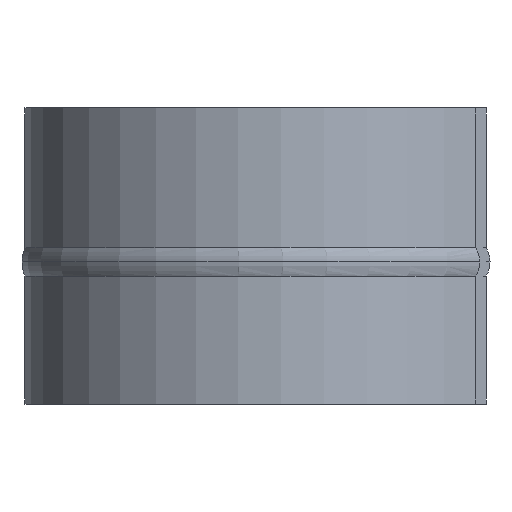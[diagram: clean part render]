
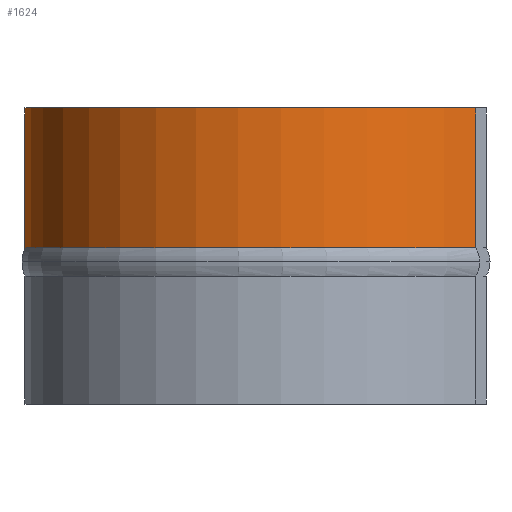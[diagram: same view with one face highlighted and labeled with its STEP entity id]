
A CAD part, left-side view. The second image highlights one B-rep face of the part: STEP entity #1624.
In plain terms, the highlighted cylindrical face has radius 22 mm (diameter 44 mm), a partial arc.
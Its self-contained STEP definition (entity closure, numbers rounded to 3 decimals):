
#330 = PLANE('',#331);
#331 = AXIS2_PLACEMENT_3D('',#332,#333,#334);
#332 = CARTESIAN_POINT('',(11.,9.5,1.));
#333 = DIRECTION('',(0.,1.,0.));
#334 = DIRECTION('',(0.,0.,1.));
#502 = TOROIDAL_SURFACE('',#503,19.25,3.);
#503 = AXIS2_PLACEMENT_3D('',#504,#505,#506);
#504 = CARTESIAN_POINT('',(0.,0.,13.));
#505 = DIRECTION('',(-0.,-0.,-1.));
#506 = DIRECTION('',(1.,0.,0.));
#544 = PLANE('',#545);
#545 = AXIS2_PLACEMENT_3D('',#546,#547,#548);
#546 = CARTESIAN_POINT('',(-15.,-23.,-5.));
#547 = DIRECTION('',(1.,0.,0.));
#548 = DIRECTION('',(0.,0.,1.));
#670 = VERTEX_POINT('',#671);
#671 = CARTESIAN_POINT('',(19.843,9.5,14.199));
#1121 = EDGE_CURVE('',#670,#1122,#1124,.T.);
#1122 = VERTEX_POINT('',#1123);
#1123 = CARTESIAN_POINT('',(19.843,9.5,26.));
#1124 = SURFACE_CURVE('',#1125,(#1129,#1135),.PCURVE_S1.);
#1125 = LINE('',#1126,#1127);
#1126 = CARTESIAN_POINT('',(19.843,9.5,1.));
#1127 = VECTOR('',#1128,1.);
#1128 = DIRECTION('',(0.,0.,1.));
#1129 = PCURVE('',#330,#1130);
#1130 = DEFINITIONAL_REPRESENTATION('',(#1131),#1134);
#1131 = B_SPLINE_CURVE_WITH_KNOTS('',1,(#1132,#1133),.UNSPECIFIED.,.F.,
  .F.,(2,2),(0.,25.),.PIECEWISE_BEZIER_KNOTS.);
#1132 = CARTESIAN_POINT('',(0.,8.843));
#1133 = CARTESIAN_POINT('',(25.,8.843));
#1134 = ( GEOMETRIC_REPRESENTATION_CONTEXT(2) 
PARAMETRIC_REPRESENTATION_CONTEXT() REPRESENTATION_CONTEXT('2D SPACE',''
  ) );
#1135 = PCURVE('',#1136,#1141);
#1136 = CYLINDRICAL_SURFACE('',#1137,22.);
#1137 = AXIS2_PLACEMENT_3D('',#1138,#1139,#1140);
#1138 = CARTESIAN_POINT('',(0.,0.,1.));
#1139 = DIRECTION('',(0.,0.,1.));
#1140 = DIRECTION('',(1.,0.,0.));
#1141 = DEFINITIONAL_REPRESENTATION('',(#1142),#1145);
#1142 = B_SPLINE_CURVE_WITH_KNOTS('',1,(#1143,#1144),.UNSPECIFIED.,.F.,
  .F.,(2,2),(0.,25.),.PIECEWISE_BEZIER_KNOTS.);
#1143 = CARTESIAN_POINT('',(0.447,0.));
#1144 = CARTESIAN_POINT('',(0.447,25.));
#1145 = ( GEOMETRIC_REPRESENTATION_CONTEXT(2) 
PARAMETRIC_REPRESENTATION_CONTEXT() REPRESENTATION_CONTEXT('2D SPACE',''
  ) );
#1258 = VERTEX_POINT('',#1259);
#1259 = CARTESIAN_POINT('',(-15.,-16.093,26.));
#1272 = PLANE('',#1273);
#1273 = AXIS2_PLACEMENT_3D('',#1274,#1275,#1276);
#1274 = CARTESIAN_POINT('',(0.,0.,26.));
#1275 = DIRECTION('',(0.,0.,1.));
#1276 = DIRECTION('',(1.,0.,0.));
#1283 = EDGE_CURVE('',#1284,#1258,#1286,.T.);
#1284 = VERTEX_POINT('',#1285);
#1285 = CARTESIAN_POINT('',(-15.,-16.093,14.199));
#1286 = SURFACE_CURVE('',#1287,(#1291,#1297),.PCURVE_S1.);
#1287 = LINE('',#1288,#1289);
#1288 = CARTESIAN_POINT('',(-15.,-16.093,1.));
#1289 = VECTOR('',#1290,1.);
#1290 = DIRECTION('',(0.,0.,1.));
#1291 = PCURVE('',#544,#1292);
#1292 = DEFINITIONAL_REPRESENTATION('',(#1293),#1296);
#1293 = B_SPLINE_CURVE_WITH_KNOTS('',1,(#1294,#1295),.UNSPECIFIED.,.F.,
  .F.,(2,2),(13.199,25.),.PIECEWISE_BEZIER_KNOTS.);
#1294 = CARTESIAN_POINT('',(19.199,-6.907));
#1295 = CARTESIAN_POINT('',(31.,-6.907));
#1296 = ( GEOMETRIC_REPRESENTATION_CONTEXT(2) 
PARAMETRIC_REPRESENTATION_CONTEXT() REPRESENTATION_CONTEXT('2D SPACE',''
  ) );
#1297 = PCURVE('',#1136,#1298);
#1298 = DEFINITIONAL_REPRESENTATION('',(#1299),#1302);
#1299 = B_SPLINE_CURVE_WITH_KNOTS('',1,(#1300,#1301),.UNSPECIFIED.,.F.,
  .F.,(2,2),(13.199,25.),.PIECEWISE_BEZIER_KNOTS.);
#1300 = CARTESIAN_POINT('',(3.962,13.199));
#1301 = CARTESIAN_POINT('',(3.962,25.));
#1302 = ( GEOMETRIC_REPRESENTATION_CONTEXT(2) 
PARAMETRIC_REPRESENTATION_CONTEXT() REPRESENTATION_CONTEXT('2D SPACE',''
  ) );
#1372 = EDGE_CURVE('',#1284,#670,#1373,.T.);
#1373 = SURFACE_CURVE('',#1374,(#1379,#1386),.PCURVE_S1.);
#1374 = CIRCLE('',#1375,22.);
#1375 = AXIS2_PLACEMENT_3D('',#1376,#1377,#1378);
#1376 = CARTESIAN_POINT('',(0.,0.,14.199));
#1377 = DIRECTION('',(0.,0.,-1.));
#1378 = DIRECTION('',(0.,1.,0.));
#1379 = PCURVE('',#502,#1380);
#1380 = DEFINITIONAL_REPRESENTATION('',(#1381),#1385);
#1381 = LINE('',#1382,#1383);
#1382 = CARTESIAN_POINT('',(-7.854,5.872));
#1383 = VECTOR('',#1384,1.);
#1384 = DIRECTION('',(1.,-0.));
#1385 = ( GEOMETRIC_REPRESENTATION_CONTEXT(2) 
PARAMETRIC_REPRESENTATION_CONTEXT() REPRESENTATION_CONTEXT('2D SPACE',''
  ) );
#1386 = PCURVE('',#1136,#1387);
#1387 = DEFINITIONAL_REPRESENTATION('',(#1388),#1392);
#1388 = LINE('',#1389,#1390);
#1389 = CARTESIAN_POINT('',(7.854,13.199));
#1390 = VECTOR('',#1391,1.);
#1391 = DIRECTION('',(-1.,0.));
#1392 = ( GEOMETRIC_REPRESENTATION_CONTEXT(2) 
PARAMETRIC_REPRESENTATION_CONTEXT() REPRESENTATION_CONTEXT('2D SPACE',''
  ) );
#1624 = ADVANCED_FACE('',(#1625),#1136,.T.);
#1625 = FACE_BOUND('',#1626,.T.);
#1626 = EDGE_LOOP('',(#1627,#1649,#1650,#1651));
#1627 = ORIENTED_EDGE('',*,*,#1628,.F.);
#1628 = EDGE_CURVE('',#1122,#1258,#1629,.T.);
#1629 = SURFACE_CURVE('',#1630,(#1635,#1642),.PCURVE_S1.);
#1630 = CIRCLE('',#1631,22.);
#1631 = AXIS2_PLACEMENT_3D('',#1632,#1633,#1634);
#1632 = CARTESIAN_POINT('',(0.,0.,26.));
#1633 = DIRECTION('',(0.,0.,1.));
#1634 = DIRECTION('',(1.,0.,0.));
#1635 = PCURVE('',#1136,#1636);
#1636 = DEFINITIONAL_REPRESENTATION('',(#1637),#1641);
#1637 = LINE('',#1638,#1639);
#1638 = CARTESIAN_POINT('',(0.,25.));
#1639 = VECTOR('',#1640,1.);
#1640 = DIRECTION('',(1.,0.));
#1641 = ( GEOMETRIC_REPRESENTATION_CONTEXT(2) 
PARAMETRIC_REPRESENTATION_CONTEXT() REPRESENTATION_CONTEXT('2D SPACE',''
  ) );
#1642 = PCURVE('',#1272,#1643);
#1643 = DEFINITIONAL_REPRESENTATION('',(#1644),#1648);
#1644 = CIRCLE('',#1645,22.);
#1645 = AXIS2_PLACEMENT_2D('',#1646,#1647);
#1646 = CARTESIAN_POINT('',(0.,0.));
#1647 = DIRECTION('',(1.,0.));
#1648 = ( GEOMETRIC_REPRESENTATION_CONTEXT(2) 
PARAMETRIC_REPRESENTATION_CONTEXT() REPRESENTATION_CONTEXT('2D SPACE',''
  ) );
#1649 = ORIENTED_EDGE('',*,*,#1121,.F.);
#1650 = ORIENTED_EDGE('',*,*,#1372,.F.);
#1651 = ORIENTED_EDGE('',*,*,#1283,.T.);
